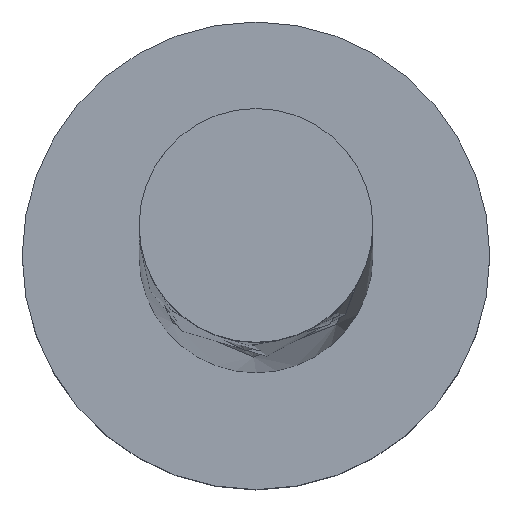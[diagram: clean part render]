
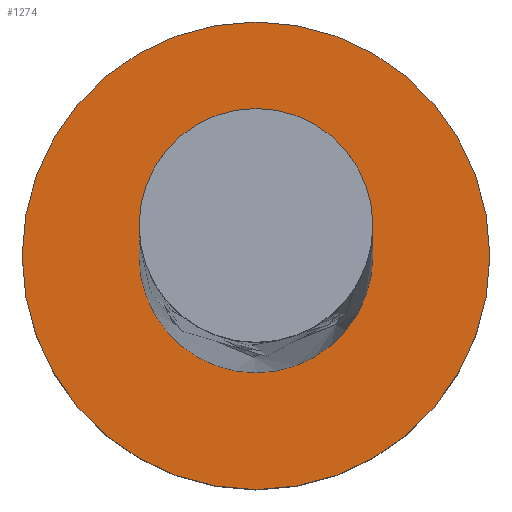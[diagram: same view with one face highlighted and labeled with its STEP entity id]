
A CAD part, top view. The second image highlights one B-rep face of the part: STEP entity #1274.
In plain terms, the highlighted planar face has unit normal (0, 0, 1).
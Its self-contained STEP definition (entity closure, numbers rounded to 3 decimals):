
#1 = AXIS2_PLACEMENT_3D ( 'NONE', #193, #1342, #1397 ) ;
#18 = EDGE_CURVE ( 'NONE', #1618, #1803, #1255, .T. ) ;
#87 = DIRECTION ( 'NONE',  ( 0., 0., 1. ) ) ;
#103 = EDGE_LOOP ( 'NONE', ( #1093, #1252 ) ) ;
#111 = CIRCLE ( 'NONE', #783, 3. ) ;
#193 = CARTESIAN_POINT ( 'NONE',  ( 0., 0., 5. ) ) ;
#199 = AXIS2_PLACEMENT_3D ( 'NONE', #438, #1965, #751 ) ;
#225 = VERTEX_POINT ( 'NONE', #1881 ) ;
#272 = DIRECTION ( 'NONE',  ( 0., 0., 1. ) ) ;
#322 = VERTEX_POINT ( 'NONE', #940 ) ;
#345 = ORIENTED_EDGE ( 'NONE', *, *, #1161, .T. ) ;
#408 = ORIENTED_EDGE ( 'NONE', *, *, #18, .T. ) ;
#410 = CARTESIAN_POINT ( 'NONE',  ( 0., 0., 5. ) ) ;
#424 = CIRCLE ( 'NONE', #199, 3. ) ;
#438 = CARTESIAN_POINT ( 'NONE',  ( 0., 0., 5. ) ) ;
#568 = DIRECTION ( 'NONE',  ( 1., 0., 0. ) ) ;
#601 = CARTESIAN_POINT ( 'NONE',  ( 6., 0., 5. ) ) ;
#745 = DIRECTION ( 'NONE',  ( 1., 0., 0. ) ) ;
#751 = DIRECTION ( 'NONE',  ( 1., 0., 0. ) ) ;
#755 = CARTESIAN_POINT ( 'NONE',  ( 0., 0., 5. ) ) ;
#783 = AXIS2_PLACEMENT_3D ( 'NONE', #755, #1055, #745 ) ;
#884 = DIRECTION ( 'NONE',  ( 1., 0., 0. ) ) ;
#940 = CARTESIAN_POINT ( 'NONE',  ( 3., 0., 5. ) ) ;
#1043 = EDGE_CURVE ( 'NONE', #322, #225, #424, .T. ) ;
#1055 = DIRECTION ( 'NONE',  ( 0., 0., 1. ) ) ;
#1093 = ORIENTED_EDGE ( 'NONE', *, *, #1714, .F. ) ;
#1161 = EDGE_CURVE ( 'NONE', #1803, #1618, #1481, .T. ) ;
#1187 = FACE_BOUND ( 'NONE', #103, .T. ) ;
#1216 = CARTESIAN_POINT ( 'NONE',  ( -6., 0., 5. ) ) ;
#1252 = ORIENTED_EDGE ( 'NONE', *, *, #1043, .F. ) ;
#1255 = CIRCLE ( 'NONE', #1, 6. ) ;
#1274 = ADVANCED_FACE ( 'NONE', ( #1187, #1797 ), #1641, .T. ) ;
#1325 = AXIS2_PLACEMENT_3D ( 'NONE', #1760, #272, #884 ) ;
#1342 = DIRECTION ( 'NONE',  ( 0., 0., 1. ) ) ;
#1397 = DIRECTION ( 'NONE',  ( 1., 0., 0. ) ) ;
#1481 = CIRCLE ( 'NONE', #1510, 6. ) ;
#1510 = AXIS2_PLACEMENT_3D ( 'NONE', #410, #87, #568 ) ;
#1618 = VERTEX_POINT ( 'NONE', #1216 ) ;
#1641 = PLANE ( 'NONE',  #1325 ) ;
#1714 = EDGE_CURVE ( 'NONE', #225, #322, #111, .T. ) ;
#1760 = CARTESIAN_POINT ( 'NONE',  ( 0., 0., 5. ) ) ;
#1797 = FACE_OUTER_BOUND ( 'NONE', #1885, .T. ) ;
#1803 = VERTEX_POINT ( 'NONE', #601 ) ;
#1881 = CARTESIAN_POINT ( 'NONE',  ( -3., 0., 5. ) ) ;
#1885 = EDGE_LOOP ( 'NONE', ( #408, #345 ) ) ;
#1965 = DIRECTION ( 'NONE',  ( 0., 0., 1. ) ) ;
